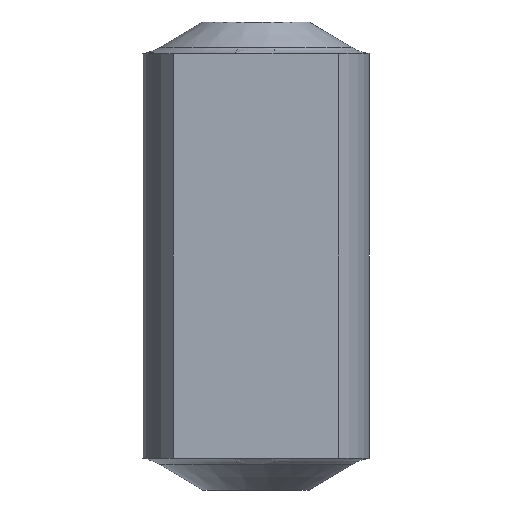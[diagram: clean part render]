
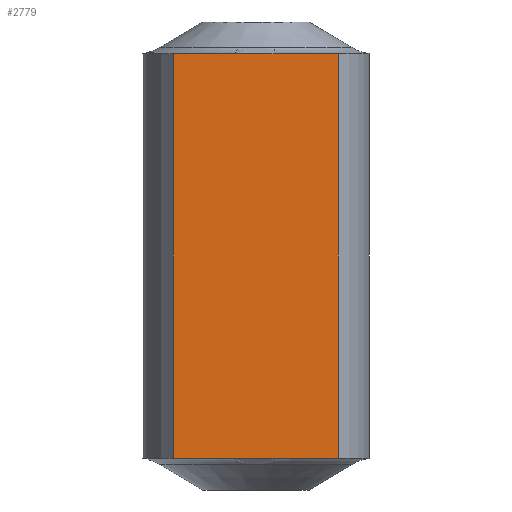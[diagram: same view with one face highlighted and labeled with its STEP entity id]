
A CAD part, front view. The second image highlights one B-rep face of the part: STEP entity #2779.
In plain terms, the highlighted planar face has unit normal (0, -1, 0).
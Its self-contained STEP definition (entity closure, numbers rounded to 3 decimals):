
#104 = DIRECTION ( 'NONE',  ( 0., 0., 1. ) ) ;
#118 = DIRECTION ( 'NONE',  ( 1., 0., 0. ) ) ;
#130 = CARTESIAN_POINT ( 'NONE',  ( 0., 0., -14.25 ) ) ;
#143 = LINE ( 'NONE', #2432, #1663 ) ;
#234 = CARTESIAN_POINT ( 'NONE',  ( 0., 0., 14.25 ) ) ;
#287 = CARTESIAN_POINT ( 'NONE',  ( 0., 0., -14.25 ) ) ;
#323 = VERTEX_POINT ( 'NONE', #234 ) ;
#347 = CARTESIAN_POINT ( 'NONE',  ( 7.389, 0., 14.25 ) ) ;
#366 = VERTEX_POINT ( 'NONE', #3232 ) ;
#404 = DIRECTION ( 'NONE',  ( 1., 0., 0. ) ) ;
#432 = CARTESIAN_POINT ( 'NONE',  ( 0., 0., 14.25 ) ) ;
#448 = DIRECTION ( 'NONE',  ( 0., 0., 1. ) ) ;
#471 = VERTEX_POINT ( 'NONE', #1121 ) ;
#486 = VERTEX_POINT ( 'NONE', #3010 ) ;
#605 = CARTESIAN_POINT ( 'NONE',  ( 0., 0., -14.25 ) ) ;
#711 = EDGE_CURVE ( 'NONE', #926, #366, #2932, .T. ) ;
#845 = ORIENTED_EDGE ( 'NONE', *, *, #1954, .F. ) ;
#858 = EDGE_CURVE ( 'NONE', #366, #3533, #2801, .T. ) ;
#926 = VERTEX_POINT ( 'NONE', #2588 ) ;
#995 = DIRECTION ( 'NONE',  ( 0., -1., 0. ) ) ;
#1095 = DIRECTION ( 'NONE',  ( 1., 0., 0. ) ) ;
#1106 = VECTOR ( 'NONE', #104, 1000. ) ;
#1121 = CARTESIAN_POINT ( 'NONE',  ( 4.248, 0., -14.25 ) ) ;
#1240 = VECTOR ( 'NONE', #448, 1000. ) ;
#1392 = EDGE_CURVE ( 'NONE', #486, #471, #2246, .T. ) ;
#1405 = ORIENTED_EDGE ( 'NONE', *, *, #2127, .T. ) ;
#1512 = VERTEX_POINT ( 'NONE', #2496 ) ;
#1543 = VECTOR ( 'NONE', #404, 1000. ) ;
#1663 = VECTOR ( 'NONE', #1095, 1000. ) ;
#1704 = VECTOR ( 'NONE', #1729, 1000. ) ;
#1706 = VERTEX_POINT ( 'NONE', #347 ) ;
#1729 = DIRECTION ( 'NONE',  ( 1., 0., 0. ) ) ;
#1827 = EDGE_CURVE ( 'NONE', #1706, #3533, #2287, .T. ) ;
#1954 = EDGE_CURVE ( 'NONE', #1512, #1706, #143, .T. ) ;
#2037 = CARTESIAN_POINT ( 'NONE',  ( 0., 0., -14.25 ) ) ;
#2063 = DIRECTION ( 'NONE',  ( 1., 0., 0. ) ) ;
#2094 = CARTESIAN_POINT ( 'NONE',  ( 11.636, 0., -14.25 ) ) ;
#2127 = EDGE_CURVE ( 'NONE', #471, #926, #2148, .T. ) ;
#2148 = LINE ( 'NONE', #605, #1704 ) ;
#2184 = VECTOR ( 'NONE', #2659, 1000. ) ;
#2246 = LINE ( 'NONE', #287, #2909 ) ;
#2260 = LINE ( 'NONE', #3387, #1106 ) ;
#2279 = ORIENTED_EDGE ( 'NONE', *, *, #1392, .T. ) ;
#2287 = LINE ( 'NONE', #432, #1543 ) ;
#2296 = ORIENTED_EDGE ( 'NONE', *, *, #3278, .F. ) ;
#2307 = VECTOR ( 'NONE', #2063, 1000. ) ;
#2391 = LINE ( 'NONE', #3436, #2307 ) ;
#2432 = CARTESIAN_POINT ( 'NONE',  ( 0., 0., 14.25 ) ) ;
#2474 = AXIS2_PLACEMENT_3D ( 'NONE', #130, #995, #118 ) ;
#2496 = CARTESIAN_POINT ( 'NONE',  ( 4.248, 0., 14.25 ) ) ;
#2588 = CARTESIAN_POINT ( 'NONE',  ( 7.389, 0., -14.25 ) ) ;
#2625 = FACE_OUTER_BOUND ( 'NONE', #3235, .T. ) ;
#2659 = DIRECTION ( 'NONE',  ( 1., 0., 0. ) ) ;
#2670 = ORIENTED_EDGE ( 'NONE', *, *, #1827, .F. ) ;
#2779 = ADVANCED_FACE ( 'NONE', ( #2625 ), #2879, .T. ) ;
#2801 = LINE ( 'NONE', #2094, #1240 ) ;
#2813 = ORIENTED_EDGE ( 'NONE', *, *, #858, .T. ) ;
#2879 = PLANE ( 'NONE',  #2474 ) ;
#2909 = VECTOR ( 'NONE', #3025, 1000. ) ;
#2932 = LINE ( 'NONE', #2037, #2184 ) ;
#3008 = CARTESIAN_POINT ( 'NONE',  ( 11.636, 0., 14.25 ) ) ;
#3010 = CARTESIAN_POINT ( 'NONE',  ( 0., 0., -14.25 ) ) ;
#3025 = DIRECTION ( 'NONE',  ( 1., 0., 0. ) ) ;
#3232 = CARTESIAN_POINT ( 'NONE',  ( 11.636, 0., -14.25 ) ) ;
#3235 = EDGE_LOOP ( 'NONE', ( #2813, #2670, #845, #3476, #2296, #2279, #1405, #3370 ) ) ;
#3260 = EDGE_CURVE ( 'NONE', #323, #1512, #2391, .T. ) ;
#3278 = EDGE_CURVE ( 'NONE', #486, #323, #2260, .T. ) ;
#3370 = ORIENTED_EDGE ( 'NONE', *, *, #711, .T. ) ;
#3387 = CARTESIAN_POINT ( 'NONE',  ( 0., 0., -14.25 ) ) ;
#3436 = CARTESIAN_POINT ( 'NONE',  ( 0., 0., 14.25 ) ) ;
#3476 = ORIENTED_EDGE ( 'NONE', *, *, #3260, .F. ) ;
#3533 = VERTEX_POINT ( 'NONE', #3008 ) ;
